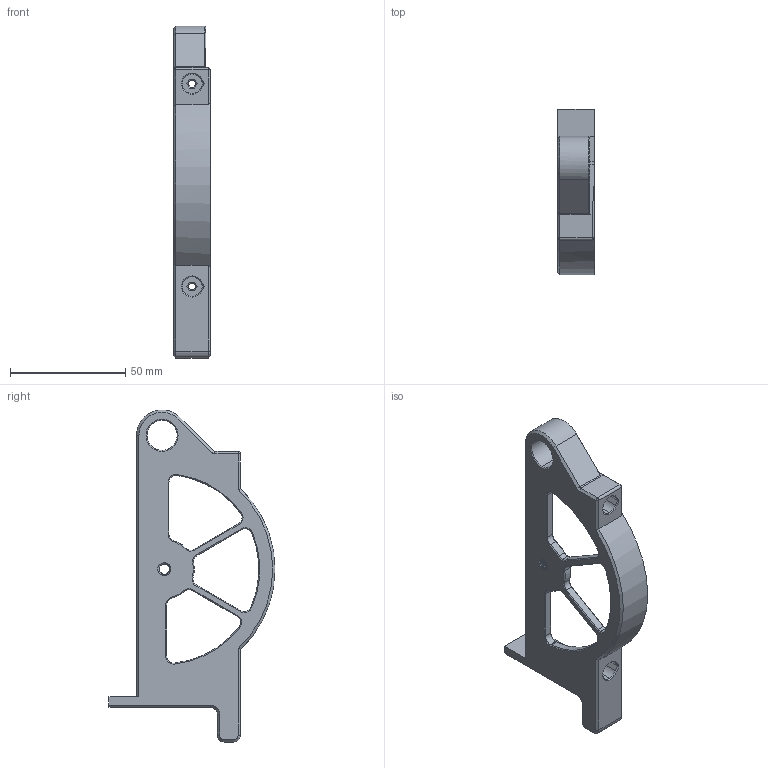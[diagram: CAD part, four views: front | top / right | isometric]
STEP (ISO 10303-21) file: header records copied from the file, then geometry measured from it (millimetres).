
FILE_DESCRIPTION (( 'STEP AP203' ), '1' );
FILE_NAME ('LaneMount C4B.STEP', '2023-06-03T12:54:48', ( '' ), ( '' ), 'SwSTEP 2.0', 'SolidWorks 2023', '' );
FILE_SCHEMA (( 'CONFIG_CONTROL_DESIGN' ));
Length unit declared in the file: millimetre
Products named in the file (1): LaneMount C4B
Bounding box: 16 x 72 x 144 mm (x, y, z)
Volume: 32786.5 mm3; surface area: 17278.3 mm2
Topology: 1 solids, 1 shells, 236 faces, 575 edges, 343 vertices
Faces by surface type: plane 106, cone 73, cylinder 52, bspline 5
Entity records: 8425 total; most frequent: CARTESIAN_POINT 2834, DIRECTION 1160, ORIENTED_EDGE 1146, EDGE_CURVE 573, AXIS2_PLACEMENT_3D 400, VECTOR 360, LINE 360, VERTEX_POINT 343
